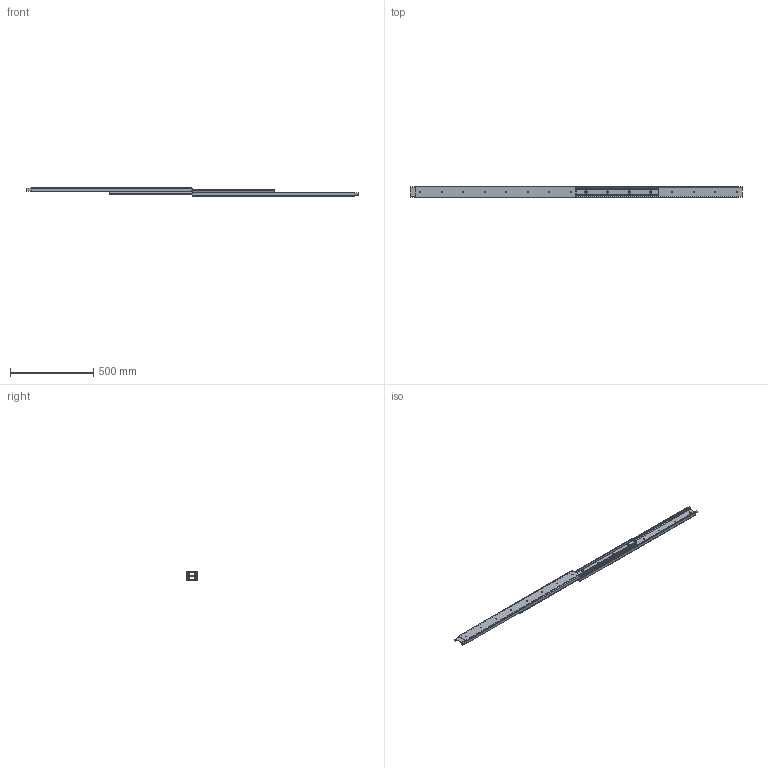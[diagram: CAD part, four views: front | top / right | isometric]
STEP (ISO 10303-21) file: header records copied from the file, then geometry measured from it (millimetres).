
FILE_DESCRIPTION (( 'STEP AP203' ), '1' );
FILE_NAME ('KC-353-JW.STEP', '2015-09-25T01:22:13', ( '' ), ( '' ), 'SwSTEP 2.0', 'SolidWorks 2012', '' );
FILE_SCHEMA (( 'CONFIG_CONTROL_DESIGN' ));
Length unit declared in the file: millimetre
Products named in the file (6): KC-353-JW; KC-353-JW傾僂僞乕2_; KC-353-JW僀儞僫乕1_; KC-353-JW僀儞僫乕2_; KC-353-JW中間_; KC-353-JW傾僂僞乕_
Assembly tree (5 placements, depth 2):
  KC-353-JW
    KC-353-JW傾僂僞乕_
    KC-353-JW中間_
    KC-353-JW僀儞僫乕2_
    KC-353-JW僀儞僫乕1_
    KC-353-JW傾僂僞乕2_
Bounding box: 2000 x 71.6 x 50 mm (x, y, z)
Volume: 1572974.9 mm3; surface area: 997062.7 mm2
Topology: 5 solids, 5 shells, 182 faces, 514 edges, 342 vertices
Faces by surface type: cylinder 120, plane 62
Entity records: 6794 total; most frequent: DIRECTION 1134, CARTESIAN_POINT 1046, ORIENTED_EDGE 1028, EDGE_CURVE 514, AXIS2_PLACEMENT_3D 430, VERTEX_POINT 342, VECTOR 274, LINE 274
